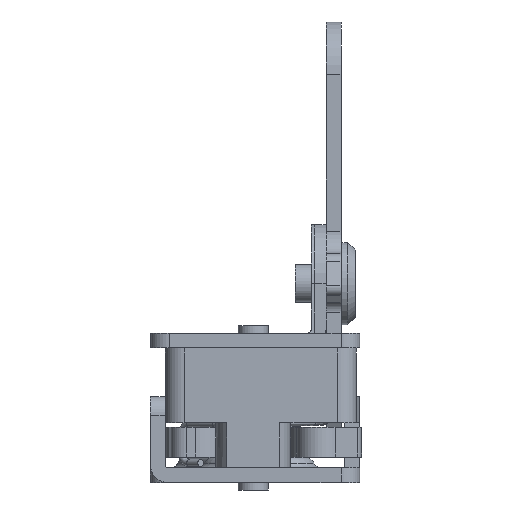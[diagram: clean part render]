
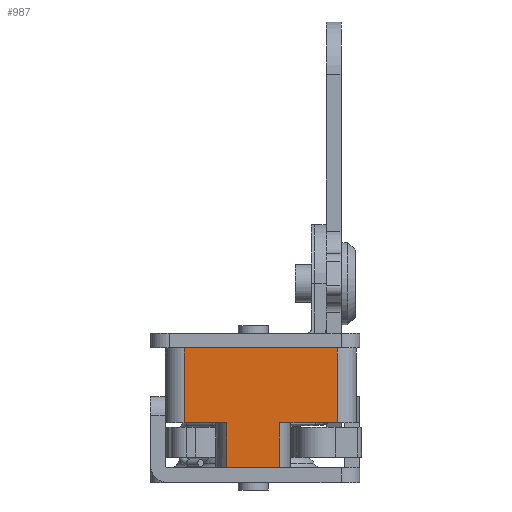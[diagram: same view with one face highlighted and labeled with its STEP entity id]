
A CAD part, left-side view. The second image highlights one B-rep face of the part: STEP entity #987.
In plain terms, the highlighted planar face has unit normal (-1, 0, 0).
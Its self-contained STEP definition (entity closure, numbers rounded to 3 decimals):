
#987=ADVANCED_FACE('',(#1785),#1786,.F.);
#1785=FACE_OUTER_BOUND('',#3840,.T.);
#1786=PLANE('',#3841);
#3840=EDGE_LOOP('',(#6481,#6482,#6483,#6484,#6485,#6486,#6487,#6488));
#3841=AXIS2_PLACEMENT_3D('',#6489,#6490,#6491);
#6481=ORIENTED_EDGE('',*,*,#8409,.T.);
#6482=ORIENTED_EDGE('',*,*,#8493,.T.);
#6483=ORIENTED_EDGE('',*,*,#8456,.F.);
#6484=ORIENTED_EDGE('',*,*,#8494,.F.);
#6485=ORIENTED_EDGE('',*,*,#8431,.T.);
#6486=ORIENTED_EDGE('',*,*,#8495,.T.);
#6487=ORIENTED_EDGE('',*,*,#8496,.T.);
#6488=ORIENTED_EDGE('',*,*,#8497,.F.);
#6489=CARTESIAN_POINT('',(-41.689,18.528,2.25));
#6490=DIRECTION('',(1.,0.,0.));
#6491=DIRECTION('',(0.,1.,0.));
#8409=EDGE_CURVE('',#10055,#10053,#10056,.T.);
#8431=EDGE_CURVE('',#10099,#10097,#10100,.T.);
#8456=EDGE_CURVE('',#10140,#10142,#10143,.T.);
#8493=EDGE_CURVE('',#10053,#10142,#10214,.T.);
#8494=EDGE_CURVE('',#10099,#10140,#10215,.T.);
#8495=EDGE_CURVE('',#10097,#10216,#10217,.T.);
#8496=EDGE_CURVE('',#10216,#10218,#10219,.T.);
#8497=EDGE_CURVE('',#10055,#10218,#10220,.T.);
#10053=VERTEX_POINT('',#12561);
#10055=VERTEX_POINT('',#12563);
#10056=LINE('',#12564,#12565);
#10097=VERTEX_POINT('',#12615);
#10099=VERTEX_POINT('',#12617);
#10100=LINE('',#12618,#12619);
#10140=VERTEX_POINT('',#12678);
#10142=VERTEX_POINT('',#12680);
#10143=LINE('',#12681,#12682);
#10214=LINE('',#12768,#12769);
#10215=LINE('',#12770,#12771);
#10216=VERTEX_POINT('',#12772);
#10217=LINE('',#12773,#12774);
#10218=VERTEX_POINT('',#12775);
#10219=LINE('',#12776,#12777);
#10220=LINE('',#12778,#12779);
#12561=CARTESIAN_POINT('',(-41.689,-1.972,2.25));
#12563=CARTESIAN_POINT('',(-41.689,5.707,2.25));
#12564=CARTESIAN_POINT('',(-41.689,18.528,2.25));
#12565=VECTOR('',#14768,1.0);
#12615=CARTESIAN_POINT('',(-41.689,12.848,2.25));
#12617=CARTESIAN_POINT('',(-41.689,18.528,2.25));
#12618=CARTESIAN_POINT('',(-41.689,18.528,2.25));
#12619=VECTOR('',#14814,1.0);
#12678=CARTESIAN_POINT('',(-41.689,18.528,12.25));
#12680=CARTESIAN_POINT('',(-41.689,-1.972,12.25));
#12681=CARTESIAN_POINT('',(-41.689,18.528,12.25));
#12682=VECTOR('',#14849,1.0);
#12768=CARTESIAN_POINT('',(-41.689,-1.972,2.25));
#12769=VECTOR('',#14928,1.0);
#12770=CARTESIAN_POINT('',(-41.689,18.528,2.25));
#12771=VECTOR('',#14929,1.0);
#12772=CARTESIAN_POINT('',(-41.689,12.848,-3.75));
#12773=CARTESIAN_POINT('',(-41.689,12.848,71.073));
#12774=VECTOR('',#14930,1.0);
#12775=CARTESIAN_POINT('',(-41.689,5.707,-3.75));
#12776=CARTESIAN_POINT('',(-41.689,12.848,-3.75));
#12777=VECTOR('',#14931,1.0);
#12778=CARTESIAN_POINT('',(-41.689,5.707,71.073));
#12779=VECTOR('',#14932,1.0);
#14768=DIRECTION('',(0.,-1.,0.));
#14814=DIRECTION('',(0.,-1.,0.));
#14849=DIRECTION('',(0.,-1.,0.));
#14928=DIRECTION('',(0.,0.,1.0));
#14929=DIRECTION('',(0.,0.,1.0));
#14930=DIRECTION('',(0.,0.,-1.0));
#14931=DIRECTION('',(0.,-1.,0.));
#14932=DIRECTION('',(0.,0.,-1.0));
